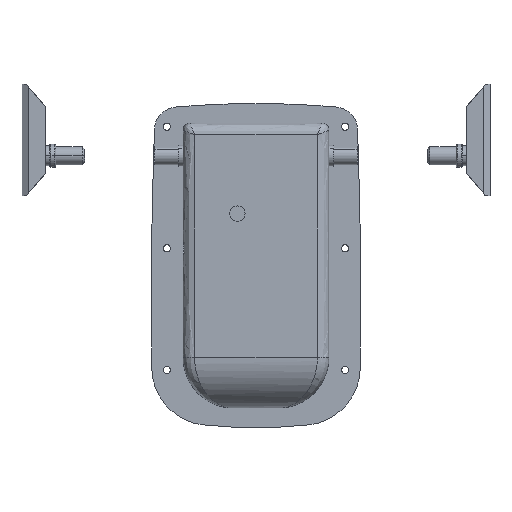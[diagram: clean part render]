
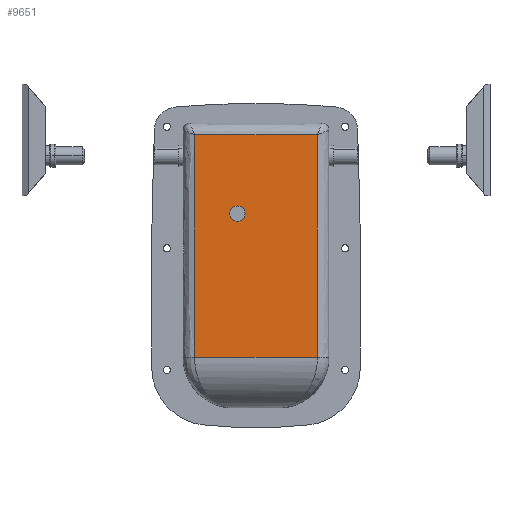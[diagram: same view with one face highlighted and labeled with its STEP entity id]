
A CAD part, left-side view. The second image highlights one B-rep face of the part: STEP entity #9651.
In plain terms, the highlighted face is planar.
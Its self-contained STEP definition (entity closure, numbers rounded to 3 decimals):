
#379 = B_SPLINE_CURVE_WITH_KNOTS ( 'NONE', 3,
 ( #1921, #11136, #5000, #15782 ),
 .UNSPECIFIED., .F., .F.,
 ( 4, 4 ),
 ( -0.386, -0.194 ),
 .UNSPECIFIED. ) ;
#1088 = VERTEX_POINT ( 'NONE', #13370 ) ;
#1921 = CARTESIAN_POINT ( 'NONE',  ( 53., -46., -174. ) ) ;
#1942 = DIRECTION ( 'NONE',  ( 0., 1., 0. ) ) ;
#2108 = EDGE_LOOP ( 'NONE', ( #13333, #19071 ) ) ;
#2632 = CARTESIAN_POINT ( 'NONE',  ( -16., -46., -56.6 ) ) ;
#3011 = CARTESIAN_POINT ( 'NONE',  ( -17.667, -46., 18. ) ) ;
#3404 = PLANE ( 'NONE',  #17755 ) ;
#3699 = B_SPLINE_CURVE_WITH_KNOTS ( 'NONE', 3,
 ( #10687, #19920, #3011, #13824 ),
 .UNSPECIFIED., .F., .F.,
 ( 4, 4 ),
 ( 0.01, 0.116 ),
 .UNSPECIFIED. ) ;
#4107 = AXIS2_PLACEMENT_3D ( 'NONE', #7043, #17839, #8598 ) ;
#4760 = FACE_BOUND ( 'NONE', #2108, .T. ) ;
#4979 = CARTESIAN_POINT ( 'NONE',  ( -53., -46., 18. ) ) ;
#5000 = CARTESIAN_POINT ( 'NONE',  ( 53., -46., -46. ) ) ;
#5017 = DIRECTION ( 'NONE',  ( 0., 0., 1. ) ) ;
#6104 = ORIENTED_EDGE ( 'NONE', *, *, #15180, .T. ) ;
#6736 = VERTEX_POINT ( 'NONE', #18778 ) ;
#6912 = CARTESIAN_POINT ( 'NONE',  ( -53., -46., -174. ) ) ;
#7043 = CARTESIAN_POINT ( 'NONE',  ( -16., -46., -50. ) ) ;
#7651 = CARTESIAN_POINT ( 'NONE',  ( -53., -46., -46. ) ) ;
#7848 = CIRCLE ( 'NONE', #18181, 6.6 ) ;
#7942 = LINE ( 'NONE', #16120, #14240 ) ;
#8140 = EDGE_CURVE ( 'NONE', #14961, #1088, #7942, .T. ) ;
#8598 = DIRECTION ( 'NONE',  ( 0., 0., 1. ) ) ;
#9209 = CARTESIAN_POINT ( 'NONE',  ( -53., -46., -174. ) ) ;
#9245 = B_SPLINE_CURVE_WITH_KNOTS ( 'NONE', 3,
 ( #16891, #7651, #18442, #9209 ),
 .UNSPECIFIED., .F., .F.,
 ( 4, 4 ),
 ( 0.01, 0.202 ),
 .UNSPECIFIED. ) ;
#9474 = EDGE_CURVE ( 'NONE', #16406, #14961, #9245, .T. ) ;
#9548 = CIRCLE ( 'NONE', #4107, 6.6 ) ;
#9651 = ADVANCED_FACE ( 'NONE', ( #12004, #4760 ), #3404, .F. ) ;
#9727 = EDGE_LOOP ( 'NONE', ( #6104, #11085, #13041, #17517 ) ) ;
#10687 = CARTESIAN_POINT ( 'NONE',  ( 53., -46., 18. ) ) ;
#11085 = ORIENTED_EDGE ( 'NONE', *, *, #9474, .T. ) ;
#11136 = CARTESIAN_POINT ( 'NONE',  ( 53., -46., -110. ) ) ;
#11153 = CARTESIAN_POINT ( 'NONE',  ( 63., -46., 28. ) ) ;
#11156 = CARTESIAN_POINT ( 'NONE',  ( -16., -46., -50. ) ) ;
#11263 = EDGE_CURVE ( 'NONE', #18796, #12534, #9548, .T. ) ;
#11661 = EDGE_CURVE ( 'NONE', #12534, #18796, #7848, .T. ) ;
#11926 = CARTESIAN_POINT ( 'NONE',  ( -16., -46., -43.4 ) ) ;
#12004 = FACE_OUTER_BOUND ( 'NONE', #9727, .T. ) ;
#12534 = VERTEX_POINT ( 'NONE', #11926 ) ;
#12731 = DIRECTION ( 'NONE',  ( 0., 0., 1. ) ) ;
#13041 = ORIENTED_EDGE ( 'NONE', *, *, #8140, .T. ) ;
#13333 = ORIENTED_EDGE ( 'NONE', *, *, #11263, .T. ) ;
#13370 = CARTESIAN_POINT ( 'NONE',  ( 53., -46., -174. ) ) ;
#13824 = CARTESIAN_POINT ( 'NONE',  ( -53., -46., 18. ) ) ;
#14240 = VECTOR ( 'NONE', #19131, 1000. ) ;
#14287 = DIRECTION ( 'NONE',  ( 0., 1., 0. ) ) ;
#14961 = VERTEX_POINT ( 'NONE', #6912 ) ;
#15180 = EDGE_CURVE ( 'NONE', #6736, #16406, #3699, .T. ) ;
#15782 = CARTESIAN_POINT ( 'NONE',  ( 53., -46., 18. ) ) ;
#16120 = CARTESIAN_POINT ( 'NONE',  ( -75., -46., -174. ) ) ;
#16406 = VERTEX_POINT ( 'NONE', #4979 ) ;
#16891 = CARTESIAN_POINT ( 'NONE',  ( -53., -46., 18. ) ) ;
#17517 = ORIENTED_EDGE ( 'NONE', *, *, #19388, .T. ) ;
#17755 = AXIS2_PLACEMENT_3D ( 'NONE', #11153, #14287, #5017 ) ;
#17839 = DIRECTION ( 'NONE',  ( 0., 1., 0. ) ) ;
#18181 = AXIS2_PLACEMENT_3D ( 'NONE', #11156, #1942, #12731 ) ;
#18442 = CARTESIAN_POINT ( 'NONE',  ( -53., -46., -110. ) ) ;
#18778 = CARTESIAN_POINT ( 'NONE',  ( 53., -46., 18. ) ) ;
#18796 = VERTEX_POINT ( 'NONE', #2632 ) ;
#19071 = ORIENTED_EDGE ( 'NONE', *, *, #11661, .T. ) ;
#19131 = DIRECTION ( 'NONE',  ( 1., 0., 0. ) ) ;
#19388 = EDGE_CURVE ( 'NONE', #1088, #6736, #379, .T. ) ;
#19920 = CARTESIAN_POINT ( 'NONE',  ( 17.667, -46., 18. ) ) ;
